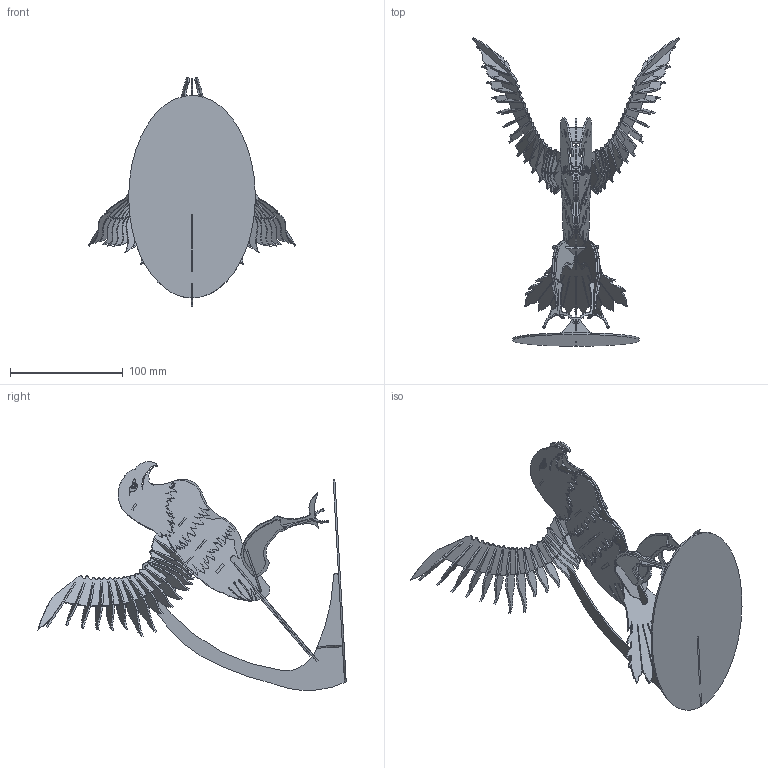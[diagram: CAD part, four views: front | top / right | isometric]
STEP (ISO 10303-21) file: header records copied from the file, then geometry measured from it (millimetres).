
FILE_DESCRIPTION (( 'STEP AP214' ), '1' );
FILE_NAME ('_Assy, Eagle 03.STEP', '2012-12-13T00:01:51', ( 'Dick' ), ( '' ), 'SwSTEP 2.0', 'SolidWorks 2012', '' );
FILE_SCHEMA (( 'AUTOMOTIVE_DESIGN' ));
Length unit declared in the file: inch
Products named in the file (27): Part17^_Assy, Eagle 03; Part16^_Assy, Eagle 03; Part15^_Assy, Eagle 03; Eagle-03-Base; Part8^_Assy, Eagle 03; MirrorEagle-03-Wing; Eagle-03-Wing, Feather 03; Eagle-03-Wing, Feather 02; Eagle-03-Wing, Feather 01; Part6^_Assy, Eagle 03; Eagle-03-Wing; Part14^_Assy, Eagle 03; Part13^_Assy, Eagle 03; Eagle-03-Tail Feathers; Part12^_Assy, Eagle 03; Part11^_Assy, Eagle 03; Part10^_Assy, Eagle 03; Part9^_Assy, Eagle 03; Part7^_Assy, Eagle 03; MirrorPart5^_Assy, Eagle 03; Part5^_Assy, Eagle 03; Part4^_Assy, Eagle 03; Part3^_Assy, Eagle 03; Eagle-03-Face Plt, Connector; Eagle-03-Face; Eagle-03-Face Plt; _Assy, Eagle 03
Assembly tree (63 placements, depth 2):
  _Assy, Eagle 03
    Eagle-03-Face Plt
    Eagle-03-Face  x2
    Eagle-03-Face Plt, Connector
    Part3^_Assy, Eagle 03  x2
    Part4^_Assy, Eagle 03
    Part5^_Assy, Eagle 03
    MirrorPart5^_Assy, Eagle 03
    Part7^_Assy, Eagle 03
    Part9^_Assy, Eagle 03
    Part10^_Assy, Eagle 03  x2
    Part11^_Assy, Eagle 03  x4
    Part12^_Assy, Eagle 03  x2
    Eagle-03-Tail Feathers
    Part13^_Assy, Eagle 03  x2
    Part14^_Assy, Eagle 03
    Eagle-03-Wing
    Part6^_Assy, Eagle 03
    Eagle-03-Wing, Feather 01  x16
    Eagle-03-Wing, Feather 02  x6
    Eagle-03-Wing, Feather 03  x10
    MirrorEagle-03-Wing
    Part8^_Assy, Eagle 03
    Eagle-03-Base
    Part15^_Assy, Eagle 03
    Part16^_Assy, Eagle 03
    Part17^_Assy, Eagle 03
Bounding box: 184.52 x 274.07 x 203.38 mm (x, y, z)
Volume: 123379.9 mm3; surface area: 185418.3 mm2
Topology: 63 solids, 63 shells, 2094 faces, 5904 edges, 3936 vertices
Faces by surface type: cylinder 1470, plane 623, bspline 1
Entity records: 45864 total; most frequent: DIRECTION 8365, CARTESIAN_POINT 7757, ORIENTED_EDGE 7614, EDGE_CURVE 3807, AXIS2_PLACEMENT_3D 3174, VERTEX_POINT 2538, VECTOR 2017, LINE 2017
